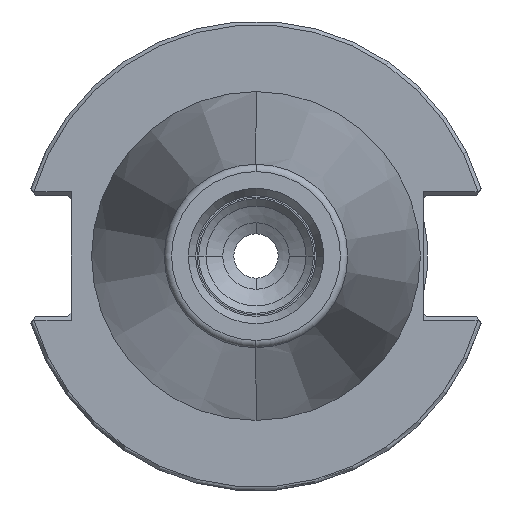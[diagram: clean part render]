
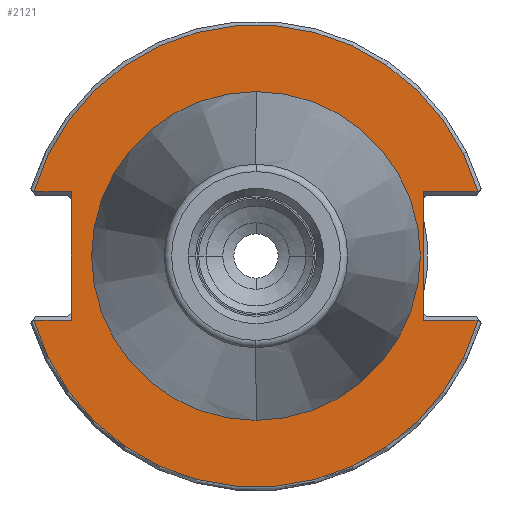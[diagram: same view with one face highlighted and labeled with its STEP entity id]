
A CAD part, left-side view. The second image highlights one B-rep face of the part: STEP entity #2121.
In plain terms, the highlighted planar face has unit normal (-1, 0, 0).
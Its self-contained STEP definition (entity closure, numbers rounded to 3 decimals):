
#116=CARTESIAN_POINT('',(3.175,0.,0.));
#117=DIRECTION('',(1.,0.,0.));
#118=DIRECTION('',(0.,1.,0.));
#119=AXIS2_PLACEMENT_3D('',#116,#117,#118);
#121=CARTESIAN_POINT('',(3.175,0.,0.));
#122=DIRECTION('',(1.,0.,0.));
#123=DIRECTION('',(0.,-1.,0.));
#124=AXIS2_PLACEMENT_3D('',#121,#122,#123);
#126=DIRECTION('',(0.,-1.,0.));
#127=VECTOR('',#126,5.017);
#128=CARTESIAN_POINT('',(3.175,30.017,8.69));
#129=LINE('',#128,#127);
#130=DIRECTION('',(0.,-1.,0.));
#131=VECTOR('',#130,7.417);
#132=CARTESIAN_POINT('',(3.175,-22.6,8.69));
#133=LINE('',#132,#131);
#134=DIRECTION('',(0.,1.,0.));
#135=VECTOR('',#134,7.417);
#136=CARTESIAN_POINT('',(3.175,-30.017,-8.69));
#137=LINE('',#136,#135);
#138=DIRECTION('',(0.,1.,0.));
#139=VECTOR('',#138,5.017);
#140=CARTESIAN_POINT('',(3.175,25.,-8.69));
#141=LINE('',#140,#139);
#168=DIRECTION('',(0.,0.,-1.));
#169=VECTOR('',#168,17.38);
#170=CARTESIAN_POINT('',(3.175,25.,8.69));
#171=LINE('',#170,#169);
#958=DIRECTION('',(0.,0.,1.));
#959=VECTOR('',#958,17.38);
#960=CARTESIAN_POINT('',(3.175,-22.6,-8.69));
#961=LINE('',#960,#959);
#1084=CARTESIAN_POINT('',(3.175,0.,0.));
#1085=DIRECTION('',(-1.,0.,0.));
#1086=DIRECTION('',(0.,0.961,-0.278));
#1087=AXIS2_PLACEMENT_3D('',#1084,#1085,#1086);
#1156=CARTESIAN_POINT('',(3.175,0.,0.));
#1157=DIRECTION('',(-1.,0.,0.));
#1158=DIRECTION('',(0.,-0.961,0.278));
#1159=AXIS2_PLACEMENT_3D('',#1156,#1157,#1158);
#1638=CARTESIAN_POINT('',(3.175,22.2,0.));
#1639=CARTESIAN_POINT('',(3.175,-22.2,0.));
#1640=VERTEX_POINT('',#1638);
#1641=VERTEX_POINT('',#1639);
#1694=CARTESIAN_POINT('',(3.175,30.017,8.69));
#1695=CARTESIAN_POINT('',(3.175,25.,8.69));
#1696=VERTEX_POINT('',#1694);
#1697=VERTEX_POINT('',#1695);
#1702=CARTESIAN_POINT('',(3.175,25.,-8.69));
#1703=CARTESIAN_POINT('',(3.175,30.017,-8.69));
#1704=VERTEX_POINT('',#1702);
#1705=VERTEX_POINT('',#1703);
#1710=CARTESIAN_POINT('',(3.175,-22.6,8.69));
#1711=CARTESIAN_POINT('',(3.175,-30.017,8.69));
#1712=VERTEX_POINT('',#1710);
#1713=VERTEX_POINT('',#1711);
#1718=CARTESIAN_POINT('',(3.175,-30.017,
-8.69));
#1719=CARTESIAN_POINT('',(3.175,-22.6,-8.69));
#1720=VERTEX_POINT('',#1718);
#1721=VERTEX_POINT('',#1719);
#2094=CARTESIAN_POINT('',(3.175,0.,0.));
#2095=DIRECTION('',(1.,0.,0.));
#2096=DIRECTION('',(0.,0.,1.));
#2097=AXIS2_PLACEMENT_3D('',#2094,#2095,#2096);
#2098=PLANE('',#2097);
#2100=ORIENTED_EDGE('',*,*,#2099,.F.);
#2102=ORIENTED_EDGE('',*,*,#2101,.F.);
#2104=ORIENTED_EDGE('',*,*,#2103,.F.);
#2106=ORIENTED_EDGE('',*,*,#2105,.F.);
#2108=ORIENTED_EDGE('',*,*,#2107,.F.);
#2110=ORIENTED_EDGE('',*,*,#2109,.F.);
#2112=ORIENTED_EDGE('',*,*,#2111,.F.);
#2114=ORIENTED_EDGE('',*,*,#2113,.F.);
#2115=EDGE_LOOP('',(#2100,#2102,#2104,#2106,#2108,#2110,#2112,#2114));
#2116=FACE_OUTER_BOUND('',#2115,.F.);
#2117=ORIENTED_EDGE('',*,*,#2047,.F.);
#2118=ORIENTED_EDGE('',*,*,#2062,.F.);
#2119=EDGE_LOOP('',(#2117,#2118));
#2120=FACE_BOUND('',#2119,.F.);
#2121=ADVANCED_FACE('',(#2116,#2120),#2098,.F.);
#120=CIRCLE('',#119,22.2);
#125=CIRCLE('',#124,22.2);
#1088=CIRCLE('',#1087,31.25);
#1160=CIRCLE('',#1159,31.25);
#2047=EDGE_CURVE('',#1640,#1641,#120,.T.);
#2062=EDGE_CURVE('',#1641,#1640,#125,.T.);
#2099=EDGE_CURVE('',#1696,#1697,#129,.T.);
#2101=EDGE_CURVE('',#1713,#1696,#1160,.T.);
#2103=EDGE_CURVE('',#1712,#1713,#133,.T.);
#2105=EDGE_CURVE('',#1721,#1712,#961,.T.);
#2107=EDGE_CURVE('',#1720,#1721,#137,.T.);
#2109=EDGE_CURVE('',#1705,#1720,#1088,.T.);
#2111=EDGE_CURVE('',#1704,#1705,#141,.T.);
#2113=EDGE_CURVE('',#1697,#1704,#171,.T.);
